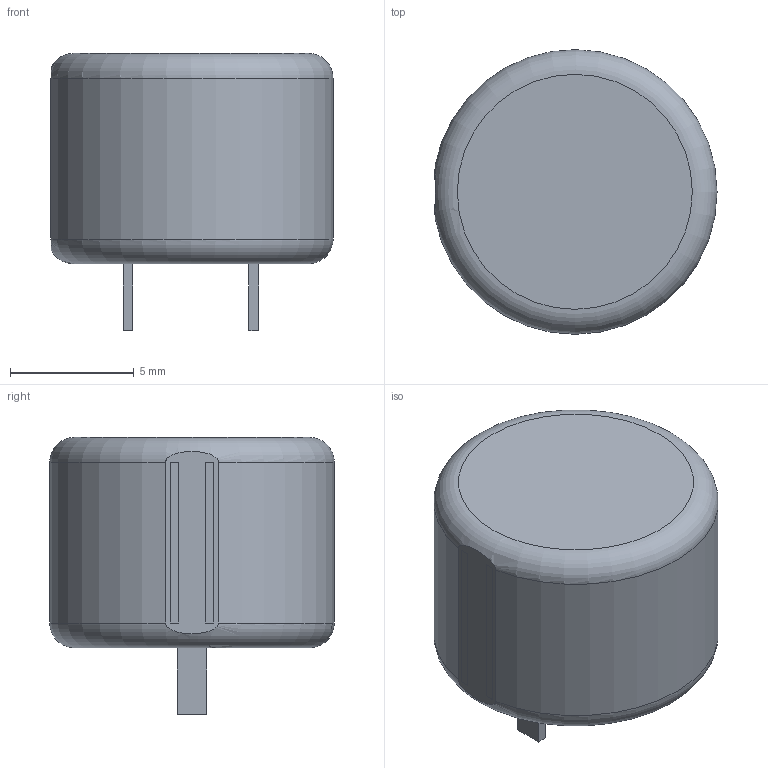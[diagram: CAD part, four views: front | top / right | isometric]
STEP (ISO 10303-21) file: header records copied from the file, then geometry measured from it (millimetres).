
FILE_DESCRIPTION(('STEP AP214'), '1');
FILE_NAME('FTW0H104ZF', '', ('UNSPECIFIED'), ('UNSPECIFIED'), 'ASCON STEP Converter 1.6', 'ASCON Math Kernel', '');
FILE_SCHEMA(('AUTOMOTIVE_DESIGN { 1 0 10303 214 3 1 1}'));
Length unit declared in the file: millimetre
Bounding box: 11.4 x 11.5 x 11.2 mm (x, y, z)
Volume: 869.6 mm3; surface area: 500.2 mm2
Topology: 1 solids, 1 shells, 26 faces, 60 edges, 40 vertices
Faces by surface type: plane 23, torus 2, cylinder 1
Entity records: 1162 total; most frequent: CARTESIAN_POINT 319, DIRECTION 116, ORIENTED_EDGE 116, EDGE_CURVE 58, LINE 50, VECTOR 50, VERTEX_POINT 40, AXIS2_PLACEMENT_3D 33
